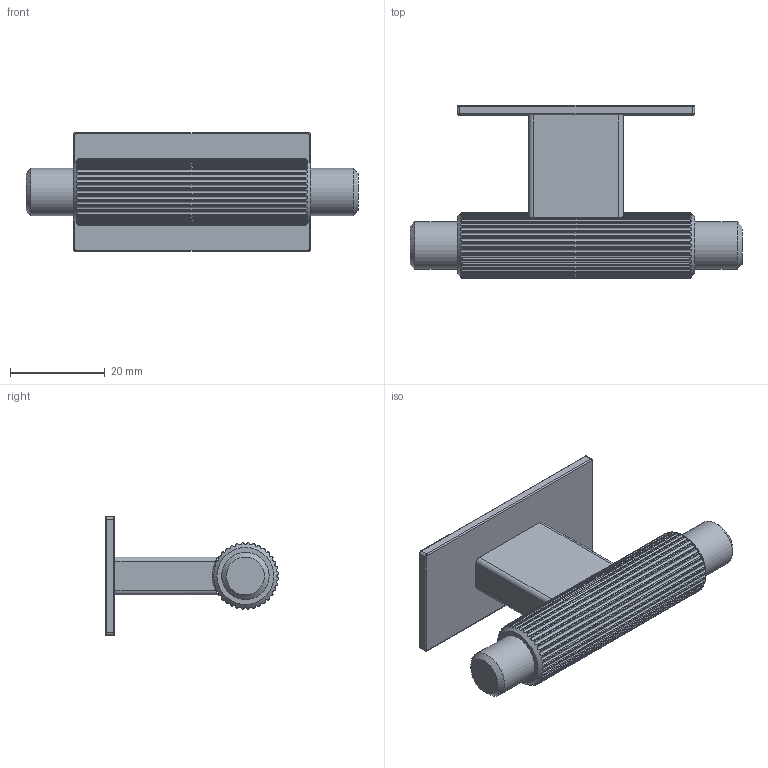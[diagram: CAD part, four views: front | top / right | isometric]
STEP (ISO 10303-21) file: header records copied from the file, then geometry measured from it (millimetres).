
FILE_DESCRIPTION(/* description */ (''),/* implementation_level */ '2;1');
FILE_NAME(/* name */ '0588_T 70_00.stp',/* time_stamp */ '2023-01-03T08:34:19+01:00',/* author */ ('jferrer'),/* organization */ (''),/* preprocessor_version */ 'ST-DEVELOPER v18.1',/* originating_system */ 'Autodesk Inventor 2022',/* authorisation */ '');
FILE_SCHEMA (('CONFIG_CONTROL_DESIGN'));
Length unit declared in the file: millimetre
Products named in the file (6): 0583 T 70_Conjunt Placa_00; 0581 Conjunt T 65_00; 0581_BARRA T 65_00; 0581_POTA T_01; CARGOL M-F; 0583_PLACA_70_50x25_00
Assembly tree (5 placements, depth 3):
  0583 T 70_Conjunt Placa_00
    0581 Conjunt T 65_00
      0581_BARRA T 65_00
      0581_POTA T_01
      CARGOL M-F
    0583_PLACA_70_50x25_00
Bounding box: 70 x 36.48 x 25 mm (x, y, z)
Volume: 14437.3 mm3; surface area: 8824.8 mm2
Topology: 4 solids, 4 shells, 224 faces, 623 edges, 409 vertices
Faces by surface type: cylinder 180, plane 26, cone 10, bspline 8
Full cylindrical faces by diameter (mm): 3 x1, 3.242 x2, 4 x2, 4.5 x1, 6 x1, 6.5 x1, 10 x2
Entity records: 9976 total; most frequent: CARTESIAN_POINT 4421, ORIENTED_EDGE 1240, DIRECTION 970, EDGE_CURVE 620, VERTEX_POINT 409, AXIS2_PLACEMENT_3D 372, B_SPLINE_CURVE_WITH_KNOTS 245, EDGE_LOOP 235
